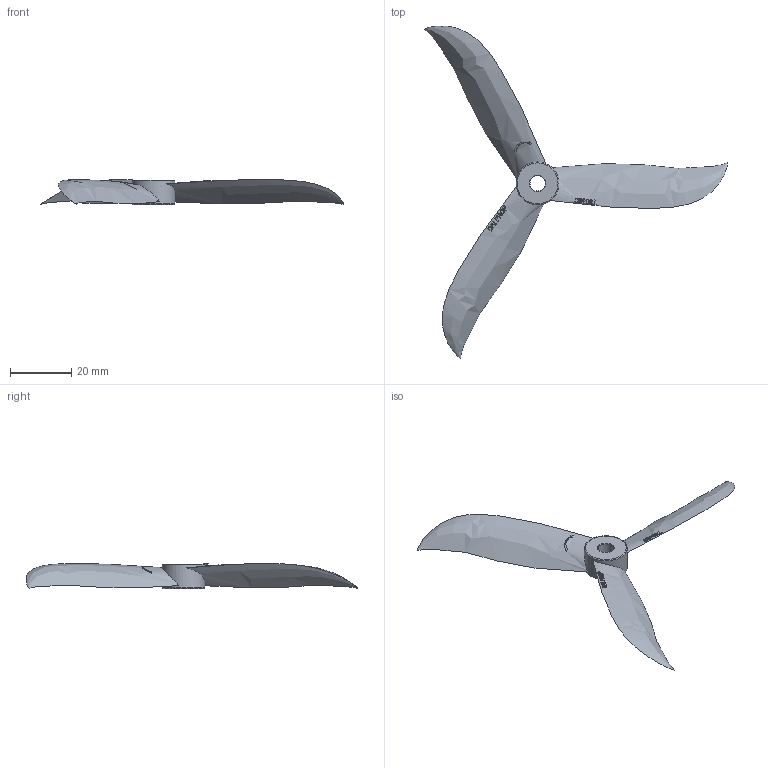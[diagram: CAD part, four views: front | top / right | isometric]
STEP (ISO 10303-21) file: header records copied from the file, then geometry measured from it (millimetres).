
FILE_DESCRIPTION(/* description */ (''),/* implementation_level */ '2;1');
FILE_NAME(/* name */ 'DALPROP 5046C CYCLONE v12.step',/* time_stamp */ '2018-11-09T13:14:41+08:00',/* author */ (''),/* organization */ (''),/* preprocessor_version */ 'ST-DEVELOPER v17.2',/* originating_system */ 'Autodesk Translation Framework v7.6.0.251',/* authorisation */ '');
FILE_SCHEMA (('AUTOMOTIVE_DESIGN { 1 0 10303 214 3 1 1 }'));
Length unit declared in the file: millimetre
Products named in the file (1): DALPROP 5046C CYCLONE
Bounding box: 98.85 x 108.53 x 8.2 mm (x, y, z)
Volume: 3122.3 mm3; surface area: 5518.1 mm2
Topology: 1 solids, 1 shells, 287 faces, 773 edges, 514 vertices
Faces by surface type: bspline 189, plane 92, cone 2, cylinder 2, torus 2
Full cylindrical faces by diameter (mm): 5 x1, 14 x1
Entity records: 13324 total; most frequent: CARTESIAN_POINT 7629, ORIENTED_EDGE 1546, EDGE_CURVE 773, VERTEX_POINT 514, B_SPLINE_CURVE_WITH_KNOTS 500, DIRECTION 481, EDGE_LOOP 315, FACE_OUTER_BOUND 287
